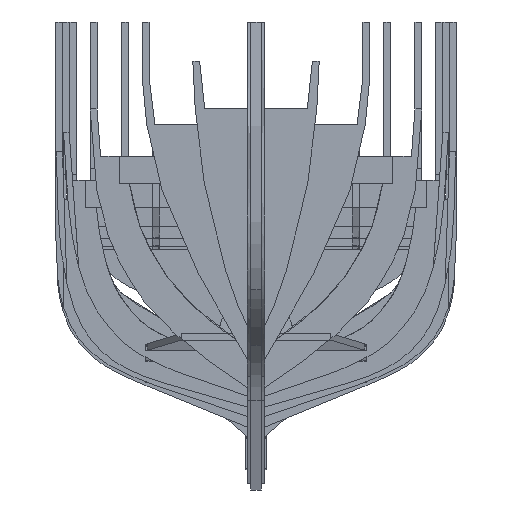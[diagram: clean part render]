
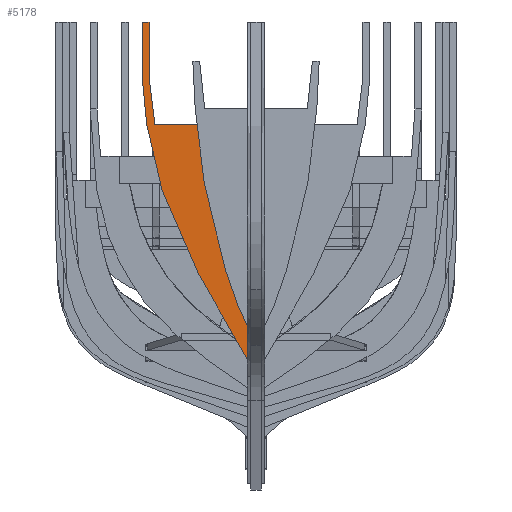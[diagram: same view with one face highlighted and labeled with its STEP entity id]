
A CAD part, front view. The second image highlights one B-rep face of the part: STEP entity #5178.
In plain terms, the highlighted free-form (B-spline) face has degree [1, 1] with [2, 2] control points.
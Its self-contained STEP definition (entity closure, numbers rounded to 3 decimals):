
#4735 = VERTEX_POINT('',#4736);
#4736 = CARTESIAN_POINT('',(-73.537,-547.616,
    -112.56));
#4741 = EDGE_CURVE('',#4742,#4735,#4744,.T.);
#4742 = VERTEX_POINT('',#4743);
#4743 = CARTESIAN_POINT('',(-69.094,-547.616,
    -112.56));
#4744 = B_SPLINE_CURVE_WITH_KNOTS('',1,(#4745,#4746),.UNSPECIFIED.,.F.,
  .F.,(2,2),(-3.175,0.),.PIECEWISE_BEZIER_KNOTS.);
#4745 = CARTESIAN_POINT('',(-69.094,-547.616,
    -112.56));
#4746 = CARTESIAN_POINT('',(-73.537,-547.616,
    -112.56));
#4769 = EDGE_CURVE('',#4770,#4742,#4772,.T.);
#4770 = VERTEX_POINT('',#4771);
#4771 = CARTESIAN_POINT('',(-69.094,-547.616,
    -148.339));
#4772 = B_SPLINE_CURVE_WITH_KNOTS('',1,(#4773,#4774),.UNSPECIFIED.,.F.,
  .F.,(2,2),(-25.571,0.),.PIECEWISE_BEZIER_KNOTS.);
#4773 = CARTESIAN_POINT('',(-69.094,-547.616,
    -148.339));
#4774 = CARTESIAN_POINT('',(-69.094,-547.616,
    -112.56));
#4797 = EDGE_CURVE('',#4798,#4770,#4800,.T.);
#4798 = VERTEX_POINT('',#4799);
#4799 = CARTESIAN_POINT('',(-65.272,-547.616,
    -178.904));
#4800 = B_SPLINE_CURVE_WITH_KNOTS('',1,(#4801,#4802),.UNSPECIFIED.,.F.,
  .F.,(2,2),(0.,22.014),.PIECEWISE_BEZIER_KNOTS.);
#4801 = CARTESIAN_POINT('',(-65.272,-547.616,
    -178.904));
#4802 = CARTESIAN_POINT('',(-69.094,-547.616,
    -148.339));
#4825 = EDGE_CURVE('',#4826,#4798,#4828,.T.);
#4826 = VERTEX_POINT('',#4827);
#4827 = CARTESIAN_POINT('',(0.,-547.616,
    -178.904));
#4828 = B_SPLINE_CURVE_WITH_KNOTS('',1,(#4829,#4830),.UNSPECIFIED.,.F.,
  .F.,(2,2),(0.,46.648),.PIECEWISE_BEZIER_KNOTS.);
#4829 = CARTESIAN_POINT('',(0.,-547.616,
    -178.904));
#4830 = CARTESIAN_POINT('',(-65.272,-547.616,
    -178.904));
#4853 = EDGE_CURVE('',#4854,#4826,#4856,.T.);
#4854 = VERTEX_POINT('',#4855);
#4855 = CARTESIAN_POINT('',(0.,-547.616,
    -334.253));
#4856 = B_SPLINE_CURVE_WITH_KNOTS('',1,(#4857,#4858),.UNSPECIFIED.,.F.,
  .F.,(2,2),(-111.024,0.),.PIECEWISE_BEZIER_KNOTS.);
#4857 = CARTESIAN_POINT('',(0.,-547.616,
    -334.253));
#4858 = CARTESIAN_POINT('',(0.,-547.616,
    -178.904));
#4881 = EDGE_CURVE('',#4882,#4854,#4884,.T.);
#4882 = VERTEX_POINT('',#4883);
#4883 = CARTESIAN_POINT('',(-3.341,-547.616,
    -334.253));
#4884 = B_SPLINE_CURVE_WITH_KNOTS('',1,(#4885,#4886),.UNSPECIFIED.,.F.,
  .F.,(2,2),(-2.388,0.),.PIECEWISE_BEZIER_KNOTS.);
#4885 = CARTESIAN_POINT('',(-3.341,-547.616,
    -334.253));
#4886 = CARTESIAN_POINT('',(0.,-547.616,
    -334.253));
#4945 = EDGE_CURVE('',#4946,#4882,#4948,.T.);
#4946 = VERTEX_POINT('',#4947);
#4947 = CARTESIAN_POINT('',(-70.577,-547.616,
    -178.904));
#4948 = B_SPLINE_CURVE_WITH_KNOTS('',5,(#4949,#4950,#4951,#4952,#4953,
    #4954,#4955,#4956,#4957,#4958,#4959,#4960,#4961,#4962,#4963,#4964,
    #4965,#4966,#4967,#4968,#4969,#4970,#4971,#4972,#4973,#4974,#4975,
    #4976,#4977,#4978,#4979,#4980,#4981,#4982,#4983,#4984,#4985,#4986),
  .UNSPECIFIED.,.F.,.F.,(6,1,1,1,1,1,1,1,1,1,1,1,1,1,1,1,1,1,1,1,1,1,1,1
    ,1,1,1,1,1,1,1,1,1,6),(0.199,0.2,0.225,0.25,0.275,0.3,0.325
    ,0.35,0.375,0.4,0.425,0.45,0.475,0.5,0.525,0.55,0.575,0.6,0.625,0.65
    ,0.675,0.7,0.725,0.75,0.775,0.8,0.825,0.85,0.875,0.9,0.925,0.95,
    0.975,1.),.UNSPECIFIED.);
#4949 = CARTESIAN_POINT('',(-70.577,-547.616,
    -178.904));
#4950 = CARTESIAN_POINT('',(-70.571,-547.616,
    -178.942));
#4951 = CARTESIAN_POINT('',(-70.437,-547.616,
    -179.826));
#4952 = CARTESIAN_POINT('',(-70.163,-547.616,
    -181.578));
#4953 = CARTESIAN_POINT('',(-69.721,-547.616,
    -184.253));
#4954 = CARTESIAN_POINT('',(-69.069,-547.616,
    -187.919));
#4955 = CARTESIAN_POINT('',(-68.17,-547.616,
    -192.559));
#4956 = CARTESIAN_POINT('',(-67.194,-547.616,
    -197.217));
#4957 = CARTESIAN_POINT('',(-66.157,-547.616,
    -201.812));
#4958 = CARTESIAN_POINT('',(-65.066,-547.616,
    -206.295));
#4959 = CARTESIAN_POINT('',(-63.919,-547.616,
    -210.662));
#4960 = CARTESIAN_POINT('',(-62.708,-547.616,
    -214.939));
#4961 = CARTESIAN_POINT('',(-61.416,-547.616,
    -219.175));
#4962 = CARTESIAN_POINT('',(-60.026,-547.616,
    -223.426));
#4963 = CARTESIAN_POINT('',(-58.52,-547.616,
    -227.747));
#4964 = CARTESIAN_POINT('',(-56.878,-547.616,
    -232.186));
#4965 = CARTESIAN_POINT('',(-55.088,-547.616,
    -236.774));
#4966 = CARTESIAN_POINT('',(-53.144,-547.616,
    -241.528));
#4967 = CARTESIAN_POINT('',(-51.048,-547.616,
    -246.438));
#4968 = CARTESIAN_POINT('',(-48.819,-547.616,
    -251.468));
#4969 = CARTESIAN_POINT('',(-46.484,-547.616,
    -256.557));
#4970 = CARTESIAN_POINT('',(-44.077,-547.616,
    -261.639));
#4971 = CARTESIAN_POINT('',(-41.627,-547.616,
    -266.651));
#4972 = CARTESIAN_POINT('',(-39.158,-547.616,
    -271.546));
#4973 = CARTESIAN_POINT('',(-36.681,-547.616,
    -276.308));
#4974 = CARTESIAN_POINT('',(-34.189,-547.616,
    -280.96));
#4975 = CARTESIAN_POINT('',(-31.662,-547.616,
    -285.555));
#4976 = CARTESIAN_POINT('',(-29.073,-547.616,
    -290.16));
#4977 = CARTESIAN_POINT('',(-26.391,-547.616,
    -294.851));
#4978 = CARTESIAN_POINT('',(-23.588,-547.616,
    -299.7));
#4979 = CARTESIAN_POINT('',(-20.641,-547.616,
    -304.762));
#4980 = CARTESIAN_POINT('',(-17.535,-547.616,
    -310.075));
#4981 = CARTESIAN_POINT('',(-14.26,-547.616,
    -315.662));
#4982 = CARTESIAN_POINT('',(-10.812,-547.616,
    -321.539));
#4983 = CARTESIAN_POINT('',(-7.912,-547.616,
    -326.476));
#4984 = CARTESIAN_POINT('',(-5.657,-547.616,
    -330.313));
#4985 = CARTESIAN_POINT('',(-4.119,-547.616,
    -332.93));
#4986 = CARTESIAN_POINT('',(-3.341,-547.616,
    -334.253));
#5092 = EDGE_CURVE('',#5093,#4946,#5095,.T.);
#5093 = VERTEX_POINT('',#5094);
#5094 = CARTESIAN_POINT('',(-73.537,-547.616,
    -148.339));
#5095 = B_SPLINE_CURVE_WITH_KNOTS('',5,(#5096,#5097,#5098,#5099,#5100,
    #5101,#5102,#5103,#5104,#5105,#5106,#5107,#5108),.UNSPECIFIED.,.F.,
  .F.,(6,1,1,1,1,1,1,1,6),(0.,0.025,0.05,0.075,0.1,0.125,0.15,
    0.175,0.199),.UNSPECIFIED.);
#5096 = CARTESIAN_POINT('',(-73.537,-547.616,
    -148.339));
#5097 = CARTESIAN_POINT('',(-73.489,-547.616,
    -149.122));
#5098 = CARTESIAN_POINT('',(-73.391,-547.616,
    -150.681));
#5099 = CARTESIAN_POINT('',(-73.238,-547.616,
    -152.998));
#5100 = CARTESIAN_POINT('',(-73.024,-547.616,
    -156.047));
#5101 = CARTESIAN_POINT('',(-72.736,-547.616,
    -159.795));
#5102 = CARTESIAN_POINT('',(-72.422,-547.616,
    -163.502));
#5103 = CARTESIAN_POINT('',(-72.07,-547.616,
    -167.209));
#5104 = CARTESIAN_POINT('',(-71.662,-547.616,
    -170.954));
#5105 = CARTESIAN_POINT('',(-71.274,-547.616,
    -174.056));
#5106 = CARTESIAN_POINT('',(-70.941,-547.616,
    -176.463));
#5107 = CARTESIAN_POINT('',(-70.7,-547.616,
    -178.096));
#5108 = CARTESIAN_POINT('',(-70.577,-547.616,
    -178.904));
#5151 = EDGE_CURVE('',#4735,#5093,#5152,.T.);
#5152 = B_SPLINE_CURVE_WITH_KNOTS('',1,(#5153,#5154),.UNSPECIFIED.,.F.,
  .F.,(2,2),(-25.571,-0.),.PIECEWISE_BEZIER_KNOTS.);
#5153 = CARTESIAN_POINT('',(-73.537,-547.616,
    -112.56));
#5154 = CARTESIAN_POINT('',(-73.537,-547.616,
    -148.339));
#5178 = ADVANCED_FACE('',(#5179),#5190,.F.);
#5179 = FACE_BOUND('',#5180,.T.);
#5180 = EDGE_LOOP('',(#5181,#5182,#5183,#5184,#5185,#5186,#5187,#5188,
    #5189));
#5181 = ORIENTED_EDGE('',*,*,#5151,.T.);
#5182 = ORIENTED_EDGE('',*,*,#5092,.T.);
#5183 = ORIENTED_EDGE('',*,*,#4945,.T.);
#5184 = ORIENTED_EDGE('',*,*,#4881,.T.);
#5185 = ORIENTED_EDGE('',*,*,#4853,.T.);
#5186 = ORIENTED_EDGE('',*,*,#4825,.T.);
#5187 = ORIENTED_EDGE('',*,*,#4797,.T.);
#5188 = ORIENTED_EDGE('',*,*,#4769,.T.);
#5189 = ORIENTED_EDGE('',*,*,#4741,.T.);
#5190 = B_SPLINE_SURFACE_WITH_KNOTS('',1,1,(
    (#5191,#5192)
    ,(#5193,#5194
    )),.UNSPECIFIED.,.F.,.F.,.F.,(2,2),(2,2),(-26.277,
    26.277),(-79.219,79.219),
  .PIECEWISE_BEZIER_KNOTS.);
#5191 = CARTESIAN_POINT('',(0.,-547.616,
    -334.253));
#5192 = CARTESIAN_POINT('',(0.,-547.616,
    -112.56));
#5193 = CARTESIAN_POINT('',(-73.537,-547.616,
    -334.253));
#5194 = CARTESIAN_POINT('',(-73.537,-547.616,
    -112.56));
